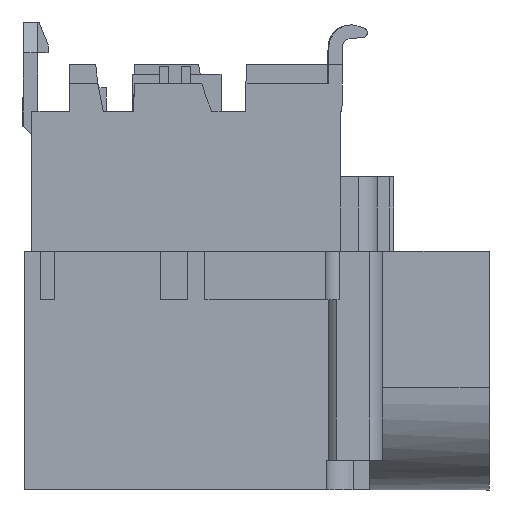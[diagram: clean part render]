
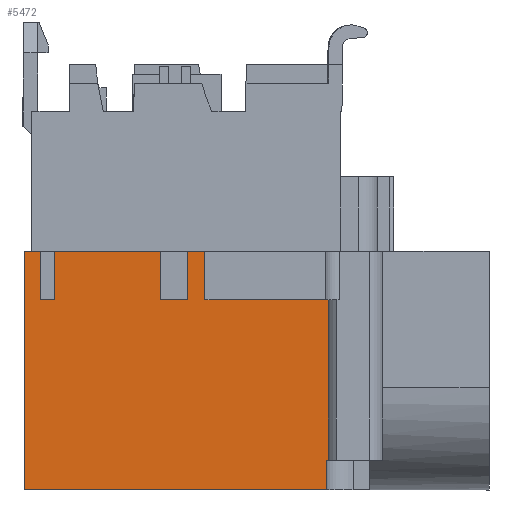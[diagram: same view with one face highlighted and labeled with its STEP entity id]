
A CAD part, left-side view. The second image highlights one B-rep face of the part: STEP entity #5472.
In plain terms, the highlighted planar face has unit normal (-1, 0, 0).
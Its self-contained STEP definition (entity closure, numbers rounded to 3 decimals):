
#99 = ORIENTED_EDGE ( 'NONE', *, *, #1628, .F. ) ;
#249 = VECTOR ( 'NONE', #3350, 1000. ) ;
#456 = VERTEX_POINT ( 'NONE', #6957 ) ;
#669 = VERTEX_POINT ( 'NONE', #710 ) ;
#710 = CARTESIAN_POINT ( 'NONE',  ( -35.45, -17.674, -46.75 ) ) ;
#728 = LINE ( 'NONE', #5936, #1501 ) ;
#997 = VERTEX_POINT ( 'NONE', #6184 ) ;
#1024 = EDGE_LOOP ( 'NONE', ( #4745, #9099, #10709, #2059, #4159, #99, #6883 ) ) ;
#1501 = VECTOR ( 'NONE', #5080, 1000. ) ;
#1543 = EDGE_CURVE ( 'NONE', #7563, #1711, #10521, .T. ) ;
#1628 = EDGE_CURVE ( 'NONE', #456, #669, #8110, .T. ) ;
#1670 = VECTOR ( 'NONE', #5645, 1000. ) ;
#1711 = VERTEX_POINT ( 'NONE', #6698 ) ;
#1981 = LINE ( 'NONE', #8387, #9351 ) ;
#2059 = ORIENTED_EDGE ( 'NONE', *, *, #2834, .F. ) ;
#2218 = PLANE ( 'NONE',  #2658 ) ;
#2240 = CARTESIAN_POINT ( 'NONE',  ( -35.45, 21.85, -18.75 ) ) ;
#2644 = DIRECTION ( 'NONE',  ( 0., 1., 0. ) ) ;
#2658 = AXIS2_PLACEMENT_3D ( 'NONE', #6686, #10190, #2908 ) ;
#2834 = EDGE_CURVE ( 'NONE', #3943, #997, #3358, .T. ) ;
#2908 = DIRECTION ( 'NONE',  ( 0., 1., 0. ) ) ;
#3292 = CARTESIAN_POINT ( 'NONE',  ( -35.45, 22.85, -50.75 ) ) ;
#3350 = DIRECTION ( 'NONE',  ( 0., 1., 0. ) ) ;
#3358 = LINE ( 'NONE', #3292, #10902 ) ;
#3915 = VECTOR ( 'NONE', #4752, 1000. ) ;
#3943 = VERTEX_POINT ( 'NONE', #5519 ) ;
#4159 = ORIENTED_EDGE ( 'NONE', *, *, #4275, .T. ) ;
#4245 = EDGE_CURVE ( 'NONE', #997, #1711, #1981, .T. ) ;
#4275 = EDGE_CURVE ( 'NONE', #3943, #669, #10140, .T. ) ;
#4745 = ORIENTED_EDGE ( 'NONE', *, *, #10097, .T. ) ;
#4752 = DIRECTION ( 'NONE',  ( 0., 1., 0. ) ) ;
#5080 = DIRECTION ( 'NONE',  ( 0., 0., 1. ) ) ;
#5472 = ADVANCED_FACE ( 'NONE', ( #6035 ), #2218, .F. ) ;
#5519 = CARTESIAN_POINT ( 'NONE',  ( -35.45, -17.674, -50.75 ) ) ;
#5645 = DIRECTION ( 'NONE',  ( 0., 1., 0. ) ) ;
#5936 = CARTESIAN_POINT ( 'NONE',  ( -35.45, -17.859, -46.75 ) ) ;
#6035 = FACE_OUTER_BOUND ( 'NONE', #1024, .T. ) ;
#6184 = CARTESIAN_POINT ( 'NONE',  ( -35.45, 22.85, -50.75 ) ) ;
#6686 = CARTESIAN_POINT ( 'NONE',  ( -35.45, -17.859, -46.75 ) ) ;
#6698 = CARTESIAN_POINT ( 'NONE',  ( -35.45, 22.85, -18.75 ) ) ;
#6824 = LINE ( 'NONE', #9038, #3915 ) ;
#6883 = ORIENTED_EDGE ( 'NONE', *, *, #7134, .T. ) ;
#6957 = CARTESIAN_POINT ( 'NONE',  ( -35.45, -17.859, -46.75 ) ) ;
#7134 = EDGE_CURVE ( 'NONE', #456, #8601, #728, .T. ) ;
#7563 = VERTEX_POINT ( 'NONE', #2240 ) ;
#7673 = DIRECTION ( 'NONE',  ( 0., 0., 1. ) ) ;
#8110 = LINE ( 'NONE', #10084, #249 ) ;
#8215 = CARTESIAN_POINT ( 'NONE',  ( -35.45, -17.859, -18.75 ) ) ;
#8387 = CARTESIAN_POINT ( 'NONE',  ( -35.45, 22.85, -46.75 ) ) ;
#8396 = VECTOR ( 'NONE', #10311, 1000. ) ;
#8601 = VERTEX_POINT ( 'NONE', #8215 ) ;
#9038 = CARTESIAN_POINT ( 'NONE',  ( -35.45, -17.859, -18.75 ) ) ;
#9099 = ORIENTED_EDGE ( 'NONE', *, *, #1543, .T. ) ;
#9112 = CARTESIAN_POINT ( 'NONE',  ( -35.45, -17.859, -18.75 ) ) ;
#9351 = VECTOR ( 'NONE', #7673, 1000. ) ;
#9420 = CARTESIAN_POINT ( 'NONE',  ( -35.45, -17.674, -50.75 ) ) ;
#10084 = CARTESIAN_POINT ( 'NONE',  ( -35.45, -17.859, -46.75 ) ) ;
#10097 = EDGE_CURVE ( 'NONE', #8601, #7563, #6824, .T. ) ;
#10140 = LINE ( 'NONE', #9420, #8396 ) ;
#10190 = DIRECTION ( 'NONE',  ( 1., 0., 0. ) ) ;
#10311 = DIRECTION ( 'NONE',  ( 0., 0., 1. ) ) ;
#10521 = LINE ( 'NONE', #9112, #1670 ) ;
#10709 = ORIENTED_EDGE ( 'NONE', *, *, #4245, .F. ) ;
#10902 = VECTOR ( 'NONE', #2644, 1000. ) ;
